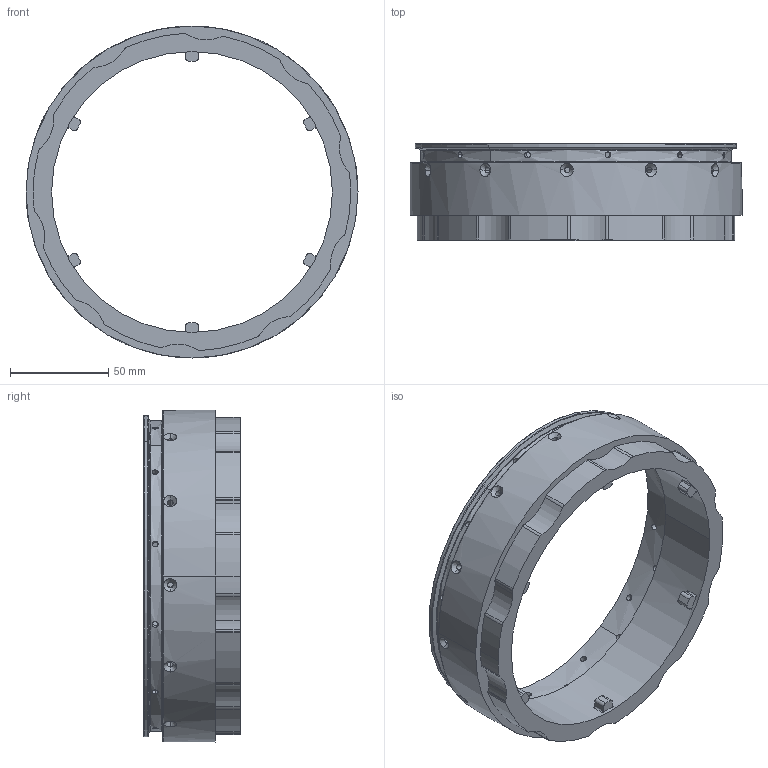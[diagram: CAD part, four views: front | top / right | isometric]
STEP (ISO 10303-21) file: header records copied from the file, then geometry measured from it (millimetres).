
FILE_DESCRIPTION (( 'STEP AP203' ), '1' );
FILE_NAME ('Bottom_ring_2.STEP', '2019-04-05T22:59:21', ( '' ), ( '' ), 'SwSTEP 2.0', 'SolidWorks 2018', '' );
FILE_SCHEMA (( 'CONFIG_CONTROL_DESIGN' ));
Length unit declared in the file: inch
Products named in the file (1): Bottom_ring_2
Bounding box: 168.91 x 49.11 x 168.91 mm (x, y, z)
Volume: 222847.9 mm3; surface area: 64823.5 mm2
Topology: 1 solids, 1 shells, 208 faces, 579 edges, 374 vertices
Faces by surface type: cylinder 131, plane 41, cone 32, torus 4
Entity records: 9270 total; most frequent: CARTESIAN_POINT 3724, ORIENTED_EDGE 1158, DIRECTION 1127, EDGE_CURVE 579, AXIS2_PLACEMENT_3D 439, VERTEX_POINT 374, EDGE_LOOP 271, LINE 249
